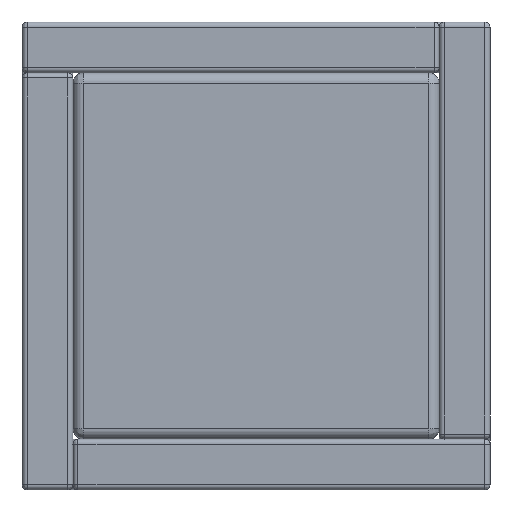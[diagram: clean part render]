
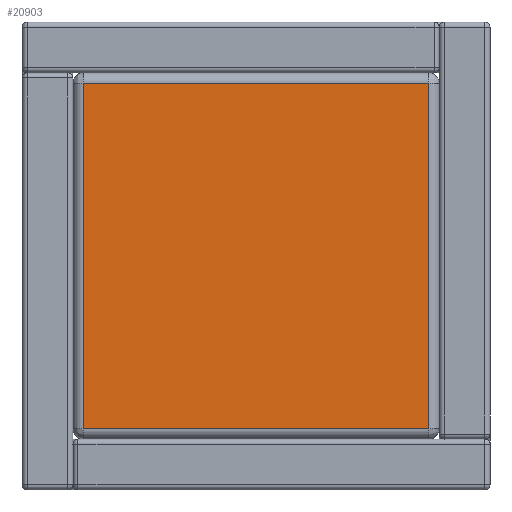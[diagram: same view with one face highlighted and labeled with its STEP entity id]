
A CAD part, front view. The second image highlights one B-rep face of the part: STEP entity #20903.
In plain terms, the highlighted planar face has unit normal (0, -1, 0).
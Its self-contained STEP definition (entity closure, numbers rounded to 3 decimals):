
#715 = VECTOR ( 'NONE', #4922, 1000. ) ;
#1697 = VECTOR ( 'NONE', #3135, 1000. ) ;
#2201 = DIRECTION ( 'NONE',  ( 1., 0., 0. ) ) ;
#2371 = CARTESIAN_POINT ( 'NONE',  ( 0., 0., 0. ) ) ;
#2658 = EDGE_CURVE ( 'NONE', #8443, #18195, #6081, .T. ) ;
#3135 = DIRECTION ( 'NONE',  ( 0., 0., 1. ) ) ;
#3514 = CARTESIAN_POINT ( 'NONE',  ( 34., 0., -34. ) ) ;
#4880 = FACE_OUTER_BOUND ( 'NONE', #12487, .T. ) ;
#4922 = DIRECTION ( 'NONE',  ( 0., 0., -1. ) ) ;
#5222 = ORIENTED_EDGE ( 'NONE', *, *, #21348, .T. ) ;
#6081 = LINE ( 'NONE', #15554, #715 ) ;
#7050 = AXIS2_PLACEMENT_3D ( 'NONE', #2371, #15176, #13285 ) ;
#7260 = VERTEX_POINT ( 'NONE', #3514 ) ;
#7469 = CARTESIAN_POINT ( 'NONE',  ( 34., 0., 34. ) ) ;
#8443 = VERTEX_POINT ( 'NONE', #10132 ) ;
#8453 = VECTOR ( 'NONE', #12068, 1000. ) ;
#9245 = ORIENTED_EDGE ( 'NONE', *, *, #2658, .T. ) ;
#10132 = CARTESIAN_POINT ( 'NONE',  ( -34., 0., 34. ) ) ;
#11805 = EDGE_CURVE ( 'NONE', #18195, #7260, #23032, .T. ) ;
#11911 = CARTESIAN_POINT ( 'NONE',  ( 34., 0., 0. ) ) ;
#12068 = DIRECTION ( 'NONE',  ( -1., 0., 0. ) ) ;
#12487 = EDGE_LOOP ( 'NONE', ( #15063, #5222, #9245, #15686 ) ) ;
#12797 = CARTESIAN_POINT ( 'NONE',  ( -34., 0., -34. ) ) ;
#13027 = CARTESIAN_POINT ( 'NONE',  ( 0., 0., -34. ) ) ;
#13214 = LINE ( 'NONE', #21085, #8453 ) ;
#13285 = DIRECTION ( 'NONE',  ( 0., 0., -1. ) ) ;
#15063 = ORIENTED_EDGE ( 'NONE', *, *, #17356, .T. ) ;
#15176 = DIRECTION ( 'NONE',  ( 0., -1., 0. ) ) ;
#15554 = CARTESIAN_POINT ( 'NONE',  ( -34., 0., 0. ) ) ;
#15686 = ORIENTED_EDGE ( 'NONE', *, *, #11805, .T. ) ;
#16230 = VERTEX_POINT ( 'NONE', #7469 ) ;
#16878 = PLANE ( 'NONE',  #7050 ) ;
#17356 = EDGE_CURVE ( 'NONE', #7260, #16230, #21930, .T. ) ;
#18195 = VERTEX_POINT ( 'NONE', #12797 ) ;
#20498 = VECTOR ( 'NONE', #2201, 1000. ) ;
#20903 = ADVANCED_FACE ( 'NONE', ( #4880 ), #16878, .T. ) ;
#21085 = CARTESIAN_POINT ( 'NONE',  ( 0., 0., 34. ) ) ;
#21348 = EDGE_CURVE ( 'NONE', #16230, #8443, #13214, .T. ) ;
#21930 = LINE ( 'NONE', #11911, #1697 ) ;
#23032 = LINE ( 'NONE', #13027, #20498 ) ;
